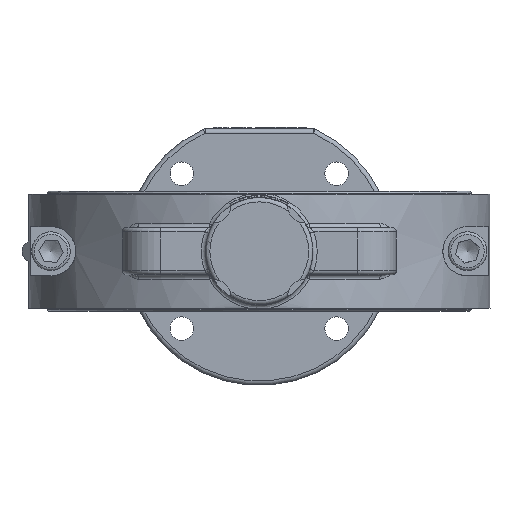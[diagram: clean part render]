
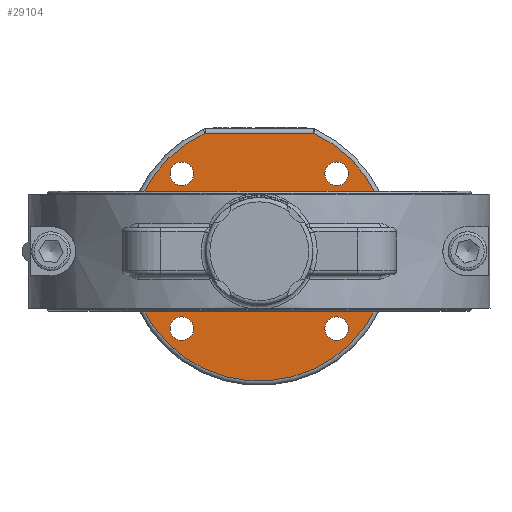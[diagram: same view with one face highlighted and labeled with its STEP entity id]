
A CAD part, front view. The second image highlights one B-rep face of the part: STEP entity #29104.
In plain terms, the highlighted planar face has unit normal (0, -1, 0).
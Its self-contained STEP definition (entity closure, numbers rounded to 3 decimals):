
#24613=CARTESIAN_POINT('',(-30.562,196.5,36.062));
#24614=VERTEX_POINT('',#24613);
#24615=CARTESIAN_POINT('',(-36.062,196.5,36.062));
#24616=DIRECTION('',(0.0,1.0,0.0));
#24617=DIRECTION('',(-1.0,0.0,0.0));
#24618=AXIS2_PLACEMENT_3D('',#24615,#24616,#24617);
#24619=CIRCLE('',#24618,5.5);
#24620=EDGE_CURVE('',#24614,#24614,#24619,.T.);
#24641=CARTESIAN_POINT('',(-36.062,196.5,-30.562));
#24642=VERTEX_POINT('',#24641);
#24643=CARTESIAN_POINT('',(-36.062,196.5,-36.062));
#24644=DIRECTION('',(0.0,1.0,0.0));
#24645=DIRECTION('',(0.0,0.0,-1.0));
#24646=AXIS2_PLACEMENT_3D('',#24643,#24644,#24645);
#24647=CIRCLE('',#24646,5.5);
#24648=EDGE_CURVE('',#24642,#24642,#24647,.T.);
#24669=CARTESIAN_POINT('',(36.062,196.5,30.562));
#24670=VERTEX_POINT('',#24669);
#24671=CARTESIAN_POINT('',(36.062,196.5,36.062));
#24672=DIRECTION('',(0.0,1.0,0.0));
#24673=DIRECTION('',(0.0,0.0,1.0));
#24674=AXIS2_PLACEMENT_3D('',#24671,#24672,#24673);
#24675=CIRCLE('',#24674,5.5);
#24676=EDGE_CURVE('',#24670,#24670,#24675,.T.);
#24697=CARTESIAN_POINT('',(30.562,196.5,-36.062));
#24698=VERTEX_POINT('',#24697);
#24699=CARTESIAN_POINT('',(36.062,196.5,-36.062));
#24700=DIRECTION('',(0.0,1.0,0.0));
#24701=DIRECTION('',(1.0,0.0,0.0));
#24702=AXIS2_PLACEMENT_3D('',#24699,#24700,#24701);
#24703=CIRCLE('',#24702,5.5);
#24704=EDGE_CURVE('',#24698,#24698,#24703,.T.);
#24880=CARTESIAN_POINT('',(25.204,196.5,55.0));
#24881=VERTEX_POINT('',#24880);
#25773=CARTESIAN_POINT('',(-25.204,196.5,55.0));
#25774=VERTEX_POINT('',#25773);
#27320=CARTESIAN_POINT('',(17.571,196.5,28.));
#27321=VERTEX_POINT('',#27320);
#27329=CARTESIAN_POINT('',(-17.571,196.5,28.));
#27330=VERTEX_POINT('',#27329);
#27331=CARTESIAN_POINT('',(17.571,196.5,28.));
#27332=DIRECTION('',(-1.0,0.0,0.0));
#27333=VECTOR('',#27332,35.142);
#27334=LINE('',#27331,#27333);
#27335=EDGE_CURVE('',#27321,#27330,#27334,.T.);
#27360=CARTESIAN_POINT('',(34.0,196.5,-12.744));
#27361=VERTEX_POINT('',#27360);
#27369=CARTESIAN_POINT('',(34.0,196.5,12.744));
#27370=VERTEX_POINT('',#27369);
#27371=CARTESIAN_POINT('',(34.0,196.5,-12.744));
#27372=DIRECTION('',(0.0,0.0,1.0));
#27373=VECTOR('',#27372,25.489);
#27374=LINE('',#27371,#27373);
#27375=EDGE_CURVE('',#27361,#27370,#27374,.T.);
#27393=CARTESIAN_POINT('',(17.571,196.5,-28.));
#27394=VERTEX_POINT('',#27393);
#27402=CARTESIAN_POINT('',(17.571,196.5,-28.));
#27403=DIRECTION('',(0.733,0.0,0.68));
#27404=VECTOR('',#27403,22.42);
#27405=LINE('',#27402,#27404);
#27406=EDGE_CURVE('',#27394,#27361,#27405,.T.);
#27425=CARTESIAN_POINT('',(-34.0,196.5,-12.744));
#27426=VERTEX_POINT('',#27425);
#27434=CARTESIAN_POINT('',(-17.571,196.5,-28.));
#27435=VERTEX_POINT('',#27434);
#27436=CARTESIAN_POINT('',(-34.0,196.5,-12.744));
#27437=DIRECTION('',(0.733,0.0,-0.68));
#27438=VECTOR('',#27437,22.42);
#27439=LINE('',#27436,#27438);
#27440=EDGE_CURVE('',#27426,#27435,#27439,.T.);
#27459=CARTESIAN_POINT('',(-17.571,196.5,-28.));
#27460=DIRECTION('',(1.0,0.0,0.0));
#27461=VECTOR('',#27460,35.142);
#27462=LINE('',#27459,#27461);
#27463=EDGE_CURVE('',#27435,#27394,#27462,.T.);
#27480=CARTESIAN_POINT('',(-34.0,196.5,12.744));
#27481=VERTEX_POINT('',#27480);
#27489=CARTESIAN_POINT('',(-34.0,196.5,12.744));
#27490=DIRECTION('',(0.0,0.0,-1.0));
#27491=VECTOR('',#27490,25.489);
#27492=LINE('',#27489,#27491);
#27493=EDGE_CURVE('',#27481,#27426,#27492,.T.);
#27506=CARTESIAN_POINT('',(-17.571,196.5,28.));
#27507=DIRECTION('',(-0.733,0.0,-0.68));
#27508=VECTOR('',#27507,22.42);
#27509=LINE('',#27506,#27508);
#27510=EDGE_CURVE('',#27330,#27481,#27509,.T.);
#27528=CARTESIAN_POINT('',(34.,196.5,12.744));
#27529=DIRECTION('',(-0.733,0.0,0.68));
#27530=VECTOR('',#27529,22.42);
#27531=LINE('',#27528,#27530);
#27532=EDGE_CURVE('',#27370,#27321,#27531,.T.);
#29062=CARTESIAN_POINT('',(0.0,196.5,0.0));
#29063=DIRECTION('',(0.0,-1.0,0.0));
#29064=DIRECTION('',(0.0,0.0,-1.0));
#29065=AXIS2_PLACEMENT_3D('',#29062,#29063,#29064);
#29066=PLANE('',#29065);
#29067=CARTESIAN_POINT('',(0.0,196.5,0.0));
#29068=DIRECTION('',(0.0,1.0,0.0));
#29069=DIRECTION('',(0.0,0.0,-1.0));
#29070=AXIS2_PLACEMENT_3D('',#29067,#29068,#29069);
#29071=CIRCLE('',#29070,60.5);
#29072=EDGE_CURVE('',#24881,#25774,#29071,.T.);
#29073=ORIENTED_EDGE('',*,*,#29072,.F.);
#29074=CARTESIAN_POINT('',(-25.204,196.5,55.0));
#29075=DIRECTION('',(1.0,0.0,0.0));
#29076=VECTOR('',#29075,50.408);
#29077=LINE('',#29074,#29076);
#29078=EDGE_CURVE('',#25774,#24881,#29077,.T.);
#29079=ORIENTED_EDGE('',*,*,#29078,.F.);
#29080=EDGE_LOOP('',(#29073,#29079));
#29081=FACE_OUTER_BOUND('',#29080,.T.);
#29082=ORIENTED_EDGE('',*,*,#24620,.T.);
#29083=EDGE_LOOP('',(#29082));
#29084=FACE_BOUND('',#29083,.T.);
#29085=ORIENTED_EDGE('',*,*,#24648,.T.);
#29086=EDGE_LOOP('',(#29085));
#29087=FACE_BOUND('',#29086,.T.);
#29088=ORIENTED_EDGE('',*,*,#24676,.T.);
#29089=EDGE_LOOP('',(#29088));
#29090=FACE_BOUND('',#29089,.T.);
#29091=ORIENTED_EDGE('',*,*,#24704,.T.);
#29092=EDGE_LOOP('',(#29091));
#29093=FACE_BOUND('',#29092,.T.);
#29094=ORIENTED_EDGE('',*,*,#27440,.F.);
#29095=ORIENTED_EDGE('',*,*,#27493,.F.);
#29096=ORIENTED_EDGE('',*,*,#27510,.F.);
#29097=ORIENTED_EDGE('',*,*,#27335,.F.);
#29098=ORIENTED_EDGE('',*,*,#27532,.F.);
#29099=ORIENTED_EDGE('',*,*,#27375,.F.);
#29100=ORIENTED_EDGE('',*,*,#27406,.F.);
#29101=ORIENTED_EDGE('',*,*,#27463,.F.);
#29102=EDGE_LOOP('',(#29094,#29095,#29096,#29097,#29098,#29099,#29100,#29101));
#29103=FACE_BOUND('',#29102,.T.);
#29104=ADVANCED_FACE('',(#29081,#29084,#29087,#29090,#29093,#29103),#29066,.T.);
